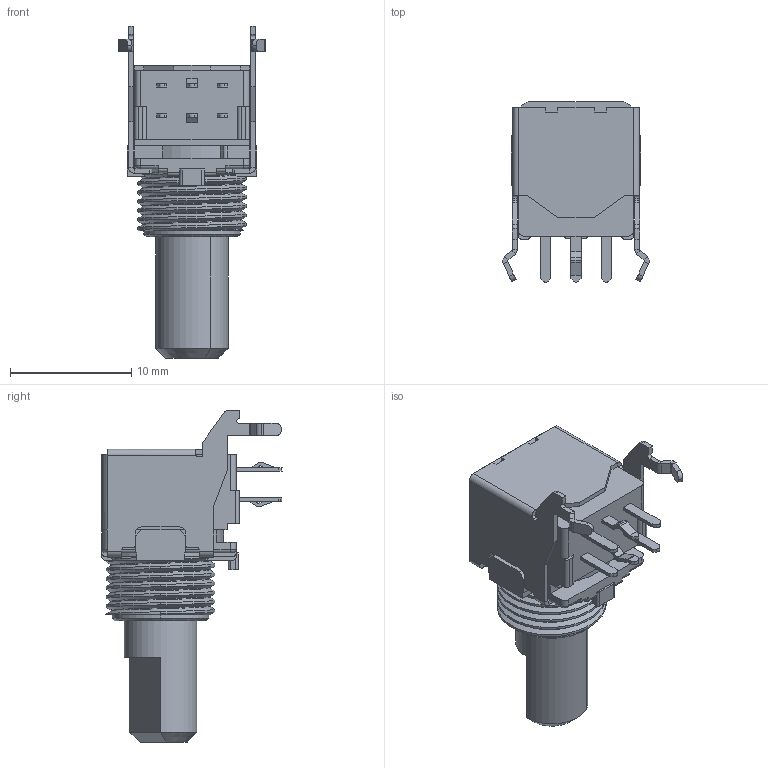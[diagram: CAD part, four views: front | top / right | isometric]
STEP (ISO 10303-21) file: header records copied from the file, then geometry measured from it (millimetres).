
FILE_DESCRIPTION(('FreeCAD Model'),'2;1');
FILE_NAME('Open CASCADE Shape Model','2023-08-07T01:34:52',(''),(''), 'Open CASCADE STEP processor 7.5','FreeCAD','Unknown');
FILE_SCHEMA(('AUTOMOTIVE_DESIGN { 1 0 10303 214 1 1 1 1 }'));
Length unit declared in the file: millimetre
Products named in the file (1): _______2
Bounding box: 12.1 x 14.9 x 27.4 mm (x, y, z)
Volume: 1528.2 mm3; surface area: 1412 mm2
Topology: 1 solids, 1 shells, 391 faces, 1052 edges, 665 vertices
Faces by surface type: plane 247, cylinder 127, bspline 9, cone 4, torus 2, revolution 2
Entity records: 30253 total; most frequent: CARTESIAN_POINT 9510, DIRECTION 3849, LINE 2514, VECTOR 2514, ORIENTED_EDGE 2104, PCURVE 2104, DEFINITIONAL_REPRESENTATION 2104, EDGE_CURVE 1052
